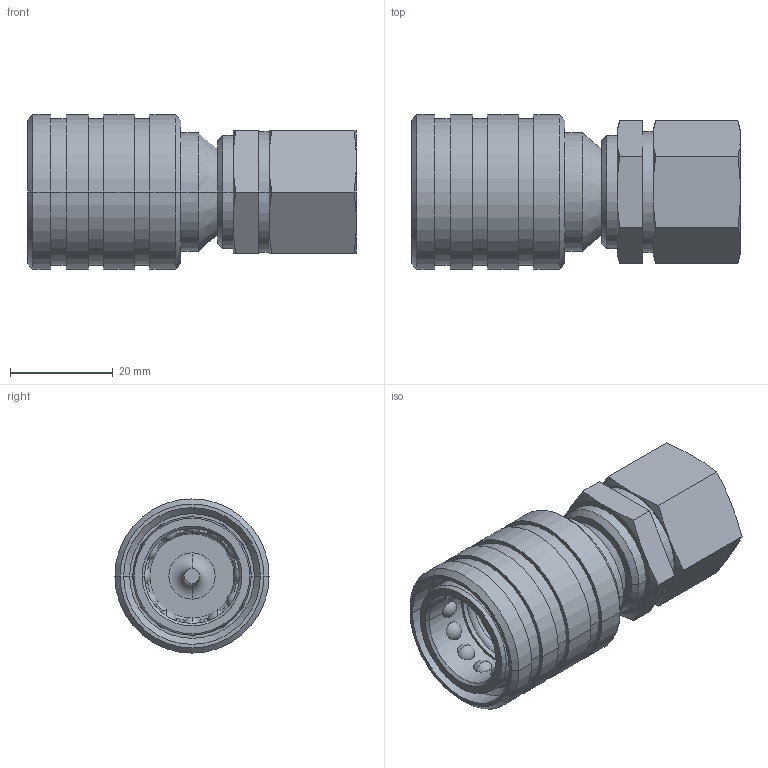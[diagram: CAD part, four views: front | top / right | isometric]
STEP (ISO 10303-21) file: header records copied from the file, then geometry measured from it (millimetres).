
FILE_DESCRIPTION( ( '' ), '1' );
FILE_NAME( 'ZASUVKA ISO 10 v.z. G3_8 KNOMI 5922 13800.stp', '2017-09-22T09:33:05', ( '' ), ( '' ), ' ', ' ', ' ' );
FILE_SCHEMA( ( 'CONFIG_CONTROL_DESIGN' ) );
Length unit declared in the file: millimetre
Products named in the file (2): 1; 2
Bounding box: 64 x 30 x 30 mm (x, y, z)
Volume: 27324.2 mm3; surface area: 11950.9 mm2
Topology: 2 solids, 3 shells, 170 faces, 404 edges, 248 vertices
Faces by surface type: cylinder 44, cone 44, plane 36, sphere 36, torus 10
Entity records: 5628 total; most frequent: CARTESIAN_POINT 1728, DIRECTION 846, ORIENTED_EDGE 768, EDGE_CURVE 384, AXIS2_PLACEMENT_3D 378, VERTEX_POINT 248, CIRCLE 206, EDGE_LOOP 202
